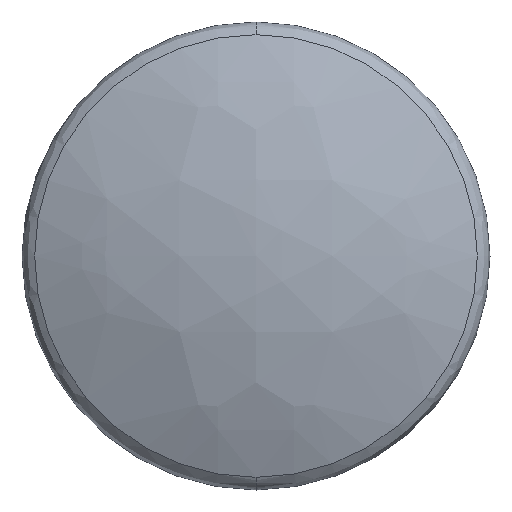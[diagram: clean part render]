
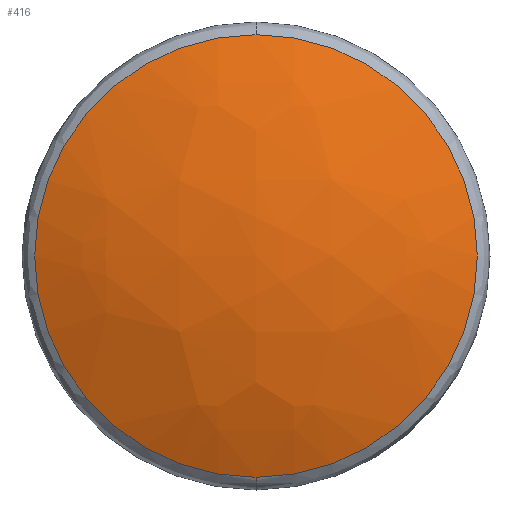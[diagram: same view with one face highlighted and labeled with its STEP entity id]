
A CAD part, front view. The second image highlights one B-rep face of the part: STEP entity #416.
In plain terms, the highlighted free-form (B-spline) face has degree [3, 3] with [4, 4] control points.
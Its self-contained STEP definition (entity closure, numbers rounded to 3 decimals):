
#3 = VERTEX_POINT ( 'NONE', #590 ) ;
#40 = CARTESIAN_POINT ( 'NONE',  ( -0.063, -2.792, -4.452 ) ) ;
#52 = DIRECTION ( 'NONE',  ( 0., 0., 1. ) ) ;
#104 = CARTESIAN_POINT ( 'NONE',  ( -5.92, -1.69, 3.951 ) ) ;
#107 = EDGE_LOOP ( 'NONE', ( #420, #660 ) ) ;
#108 = CARTESIAN_POINT ( 'NONE',  ( -3.117, -4.041, -1.579 ) ) ;
#151 = CARTESIAN_POINT ( 'NONE',  ( 2.738, -1.682, 3.947 ) ) ;
#207 = DIRECTION ( 'NONE',  ( 0., 0., 1. ) ) ;
#214 = CIRCLE ( 'NONE', #565, 4.257 ) ;
#255 = DIRECTION ( 'NONE',  ( 0., -1., 0. ) ) ;
#256 = EDGE_CURVE ( 'NONE', #3, #304, #214, .T. ) ;
#257 = CARTESIAN_POINT ( 'NONE',  ( -1.6, -2.532, 0. ) ) ;
#269 = CARTESIAN_POINT ( 'NONE',  ( -3.117, -2.804, 4.431 ) ) ;
#273 = CIRCLE ( 'NONE', #291, 4.257 ) ;
#291 = AXIS2_PLACEMENT_3D ( 'NONE', #579, #448, #52 ) ;
#304 = VERTEX_POINT ( 'NONE', #512 ) ;
#362 = EDGE_CURVE ( 'NONE', #304, #3, #273, .T. ) ;
#390 = CARTESIAN_POINT ( 'NONE',  ( -0.063, -4.038, -1.579 ) ) ;
#396 =( BOUNDED_SURFACE ( )  B_SPLINE_SURFACE ( 3, 3, ( 
 ( #151, #631, #750, #568 ),
 ( #453, #686, #390, #40 ),
 ( #269, #754, #108, #515 ),
 ( #104, #577, #511, #694 ) ),
 .UNSPECIFIED., .F., .F., .F. ) 
 B_SPLINE_SURFACE_WITH_KNOTS ( ( 4, 4 ),
 ( 4, 4 ),
 ( 0., 1. ),
 ( 0., 1. ),
 .UNSPECIFIED. ) 
 GEOMETRIC_REPRESENTATION_ITEM ( )  RATIONAL_B_SPLINE_SURFACE ( (
 ( 1., 0.945, 0.945, 1.),
 ( 0.945, 0.893, 0.893, 0.945),
 ( 0.945, 0.893, 0.893, 0.945),
 ( 1., 0.945, 0.945, 1.) ) ) 
 REPRESENTATION_ITEM ( '' )  SURFACE ( )  );
#416 = ADVANCED_FACE ( 'NONE', ( #461 ), #396, .T. ) ;
#420 = ORIENTED_EDGE ( 'NONE', *, *, #256, .T. ) ;
#448 = DIRECTION ( 'NONE',  ( 0., -1., 0. ) ) ;
#453 = CARTESIAN_POINT ( 'NONE',  ( -0.063, -2.801, 4.43 ) ) ;
#461 = FACE_OUTER_BOUND ( 'NONE', #107, .T. ) ;
#511 = CARTESIAN_POINT ( 'NONE',  ( -5.92, -2.793, -1.408 ) ) ;
#512 = CARTESIAN_POINT ( 'NONE',  ( -1.6, -2.532, -4.257 ) ) ;
#515 = CARTESIAN_POINT ( 'NONE',  ( -3.117, -2.794, -4.453 ) ) ;
#565 = AXIS2_PLACEMENT_3D ( 'NONE', #257, #255, #207 ) ;
#568 = CARTESIAN_POINT ( 'NONE',  ( 2.738, -1.674, -3.967 ) ) ;
#577 = CARTESIAN_POINT ( 'NONE',  ( -5.92, -2.796, 1.386 ) ) ;
#579 = CARTESIAN_POINT ( 'NONE',  ( -1.6, -2.532, 0. ) ) ;
#590 = CARTESIAN_POINT ( 'NONE',  ( -1.6, -2.532, 4.257 ) ) ;
#631 = CARTESIAN_POINT ( 'NONE',  ( 2.738, -2.787, 1.384 ) ) ;
#660 = ORIENTED_EDGE ( 'NONE', *, *, #362, .T. ) ;
#686 = CARTESIAN_POINT ( 'NONE',  ( -0.063, -4.042, 1.554 ) ) ;
#694 = CARTESIAN_POINT ( 'NONE',  ( -5.92, -1.681, -3.97 ) ) ;
#750 = CARTESIAN_POINT ( 'NONE',  ( 2.738, -2.784, -1.407 ) ) ;
#754 = CARTESIAN_POINT ( 'NONE',  ( -3.117, -4.044, 1.554 ) ) ;
